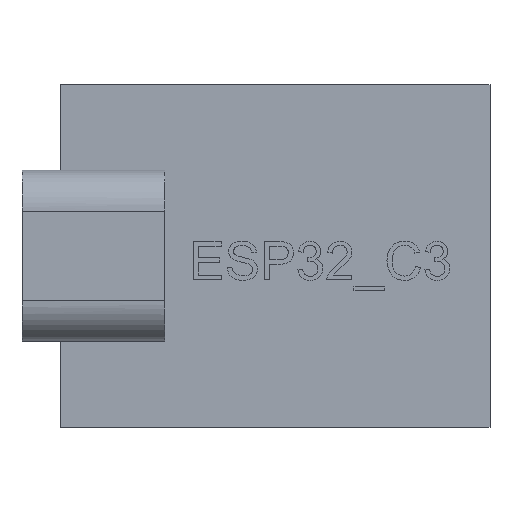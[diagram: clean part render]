
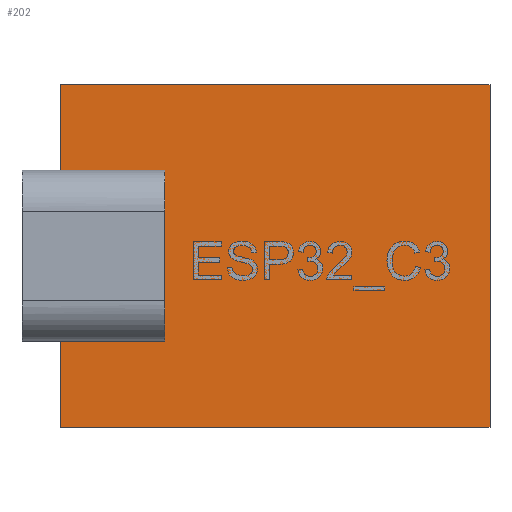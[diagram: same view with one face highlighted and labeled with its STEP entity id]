
A CAD part, top view. The second image highlights one B-rep face of the part: STEP entity #202.
In plain terms, the highlighted free-form (B-spline) face has degree [1, 1] with [2, 2] control points.
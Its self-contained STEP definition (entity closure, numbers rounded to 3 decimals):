
#202=ADVANCED_FACE('',(#288),#2772,.T.);
#288=FACE_OUTER_BOUND('',#376,.T.);
#376=EDGE_LOOP('',(#769,#770,#771,#772));
#769=ORIENTED_EDGE('',*,*,#1960,.F.);
#770=ORIENTED_EDGE('',*,*,#1964,.F.);
#771=ORIENTED_EDGE('',*,*,#1967,.F.);
#772=ORIENTED_EDGE('',*,*,#1969,.F.);
#1156=PCURVE('',#2767,#1552);
#1160=PCURVE('',#2768,#1556);
#1164=PCURVE('',#2769,#1560);
#1168=PCURVE('',#2770,#1564);
#1174=PCURVE('',#2772,#1570);
#1175=PCURVE('',#2772,#1571);
#1176=PCURVE('',#2772,#1572);
#1177=PCURVE('',#2772,#1573);
#1552=DEFINITIONAL_REPRESENTATION('',(#2524),#6030);
#1556=DEFINITIONAL_REPRESENTATION('',(#2532),#6030);
#1560=DEFINITIONAL_REPRESENTATION('',(#2539),#6030);
#1564=DEFINITIONAL_REPRESENTATION('',(#2545),#6030);
#1570=DEFINITIONAL_REPRESENTATION('',(#2551),#6030);
#1571=DEFINITIONAL_REPRESENTATION('',(#2552),#6030);
#1572=DEFINITIONAL_REPRESENTATION('',(#2553),#6030);
#1573=DEFINITIONAL_REPRESENTATION('',(#2554),#6030);
#1762=SURFACE_CURVE('',#2523,(#1156,#1174),.PCURVE_S1.);
#1766=SURFACE_CURVE('',#2531,(#1160,#1175),.PCURVE_S1.);
#1769=SURFACE_CURVE('',#2538,(#1164,#1176),.PCURVE_S1.);
#1771=SURFACE_CURVE('',#2544,(#1168,#1177),.PCURVE_S1.);
#1960=EDGE_CURVE('',#2681,#2682,#1762,.T.);
#1964=EDGE_CURVE('',#2684,#2681,#1766,.T.);
#1967=EDGE_CURVE('',#2686,#2684,#1769,.T.);
#1969=EDGE_CURVE('',#2682,#2686,#1771,.T.);
#2523=B_SPLINE_CURVE_WITH_KNOTS('',1,(#5965,#5966),.UNSPECIFIED.,.F.,.F.,
(2,2),(-22.6,0.),.UNSPECIFIED.);
#2524=B_SPLINE_CURVE_WITH_KNOTS('',1,(#5967,#5968),.UNSPECIFIED.,.F.,.F.,
(2,2),(-22.6,0.),.UNSPECIFIED.);
#2531=B_SPLINE_CURVE_WITH_KNOTS('',1,(#5981,#5982),.UNSPECIFIED.,.F.,.F.,
(2,2),(-40.6,-22.6),.UNSPECIFIED.);
#2532=B_SPLINE_CURVE_WITH_KNOTS('',1,(#5983,#5984),.UNSPECIFIED.,.F.,.F.,
(2,2),(-40.6,-22.6),.UNSPECIFIED.);
#2538=B_SPLINE_CURVE_WITH_KNOTS('',1,(#5995,#5996),.UNSPECIFIED.,.F.,.F.,
(2,2),(-63.2,-40.6),.UNSPECIFIED.);
#2539=B_SPLINE_CURVE_WITH_KNOTS('',1,(#5997,#5998),.UNSPECIFIED.,.F.,.F.,
(2,2),(-63.2,-40.6),.UNSPECIFIED.);
#2544=B_SPLINE_CURVE_WITH_KNOTS('',1,(#6007,#6008),.UNSPECIFIED.,.F.,.F.,
(2,2),(-81.2,-63.2),.UNSPECIFIED.);
#2545=B_SPLINE_CURVE_WITH_KNOTS('',1,(#6009,#6010),.UNSPECIFIED.,.F.,.F.,
(2,2),(-81.2,-63.2),.UNSPECIFIED.);
#2551=B_SPLINE_CURVE_WITH_KNOTS('',1,(#6021,#6022),.UNSPECIFIED.,.F.,.F.,
(2,2),(-22.6,0.),.UNSPECIFIED.);
#2552=B_SPLINE_CURVE_WITH_KNOTS('',1,(#6023,#6024),.UNSPECIFIED.,.F.,.F.,
(2,2),(-40.6,-22.6),.UNSPECIFIED.);
#2553=B_SPLINE_CURVE_WITH_KNOTS('',1,(#6025,#6026),.UNSPECIFIED.,.F.,.F.,
(2,2),(-63.2,-40.6),.UNSPECIFIED.);
#2554=B_SPLINE_CURVE_WITH_KNOTS('',1,(#6027,#6028),.UNSPECIFIED.,.F.,.F.,
(2,2),(-81.2,-63.2),.UNSPECIFIED.);
#2681=VERTEX_POINT('',#5951);
#2682=VERTEX_POINT('',#5952);
#2684=VERTEX_POINT('',#5954);
#2686=VERTEX_POINT('',#5956);
#2767=B_SPLINE_SURFACE_WITH_KNOTS('',1,1,((#5925,#5926),(#5927,#5928)),
 .UNSPECIFIED.,.F.,.F.,.F.,(2,2),(2,2),(0.,22.6),(0.,1.),.UNSPECIFIED.);
#2768=B_SPLINE_SURFACE_WITH_KNOTS('',1,1,((#5929,#5930),(#5931,#5932)),
 .UNSPECIFIED.,.F.,.F.,.F.,(2,2),(2,2),(22.6,40.6),(0.,1.),
 .UNSPECIFIED.);
#2769=B_SPLINE_SURFACE_WITH_KNOTS('',1,1,((#5933,#5934),(#5935,#5936)),
 .UNSPECIFIED.,.F.,.F.,.F.,(2,2),(2,2),(40.6,63.2),(0.,1.),
 .UNSPECIFIED.);
#2770=B_SPLINE_SURFACE_WITH_KNOTS('',1,1,((#5937,#5938),(#5939,#5940)),
 .UNSPECIFIED.,.F.,.F.,.F.,(2,2),(2,2),(63.2,81.2),(0.,1.),
 .UNSPECIFIED.);
#2772=B_SPLINE_SURFACE_WITH_KNOTS('',1,1,((#5945,#5946),(#5947,#5948)),
 .UNSPECIFIED.,.F.,.F.,.F.,(2,2),(2,2),(0.,22.6),(0.,18.),.UNSPECIFIED.);
#5925=CARTESIAN_POINT('',(0.,0.,0.));
#5926=CARTESIAN_POINT('',(0.,0.,1.));
#5927=CARTESIAN_POINT('',(22.6,0.,0.));
#5928=CARTESIAN_POINT('',(22.6,0.,1.));
#5929=CARTESIAN_POINT('',(22.6,0.,0.));
#5930=CARTESIAN_POINT('',(22.6,0.,1.));
#5931=CARTESIAN_POINT('',(22.6,18.,0.));
#5932=CARTESIAN_POINT('',(22.6,18.,1.));
#5933=CARTESIAN_POINT('',(22.6,18.,0.));
#5934=CARTESIAN_POINT('',(22.6,18.,1.));
#5935=CARTESIAN_POINT('',(0.,18.,0.));
#5936=CARTESIAN_POINT('',(0.,18.,1.));
#5937=CARTESIAN_POINT('',(0.,18.,0.));
#5938=CARTESIAN_POINT('',(0.,18.,1.));
#5939=CARTESIAN_POINT('',(0.,0.,0.));
#5940=CARTESIAN_POINT('',(0.,0.,1.));
#5945=CARTESIAN_POINT('',(0.,0.,1.));
#5946=CARTESIAN_POINT('',(0.,18.,1.));
#5947=CARTESIAN_POINT('',(22.6,0.,1.));
#5948=CARTESIAN_POINT('',(22.6,18.,1.));
#5951=CARTESIAN_POINT('',(22.6,0.,1.));
#5952=CARTESIAN_POINT('',(0.,0.,1.));
#5954=CARTESIAN_POINT('',(22.6,18.,1.));
#5956=CARTESIAN_POINT('',(0.,18.,1.));
#5965=CARTESIAN_POINT('',(22.6,0.,1.));
#5966=CARTESIAN_POINT('',(0.,0.,1.));
#5967=CARTESIAN_POINT('',(22.6,1.));
#5968=CARTESIAN_POINT('',(0.,1.));
#5981=CARTESIAN_POINT('',(22.6,18.,1.));
#5982=CARTESIAN_POINT('',(22.6,0.,1.));
#5983=CARTESIAN_POINT('',(40.6,1.));
#5984=CARTESIAN_POINT('',(22.6,1.));
#5995=CARTESIAN_POINT('',(0.,18.,1.));
#5996=CARTESIAN_POINT('',(22.6,18.,1.));
#5997=CARTESIAN_POINT('',(63.2,1.));
#5998=CARTESIAN_POINT('',(40.6,1.));
#6007=CARTESIAN_POINT('',(0.,0.,1.));
#6008=CARTESIAN_POINT('',(0.,18.,1.));
#6009=CARTESIAN_POINT('',(81.2,1.));
#6010=CARTESIAN_POINT('',(63.2,1.));
#6021=CARTESIAN_POINT('',(22.6,0.));
#6022=CARTESIAN_POINT('',(0.,0.));
#6023=CARTESIAN_POINT('',(22.6,18.));
#6024=CARTESIAN_POINT('',(22.6,0.));
#6025=CARTESIAN_POINT('',(0.,18.));
#6026=CARTESIAN_POINT('',(22.6,18.));
#6027=CARTESIAN_POINT('',(0.,0.));
#6028=CARTESIAN_POINT('',(0.,18.));
#6030=(
GEOMETRIC_REPRESENTATION_CONTEXT(2)
PARAMETRIC_REPRESENTATION_CONTEXT()
REPRESENTATION_CONTEXT('pspace','')
);
